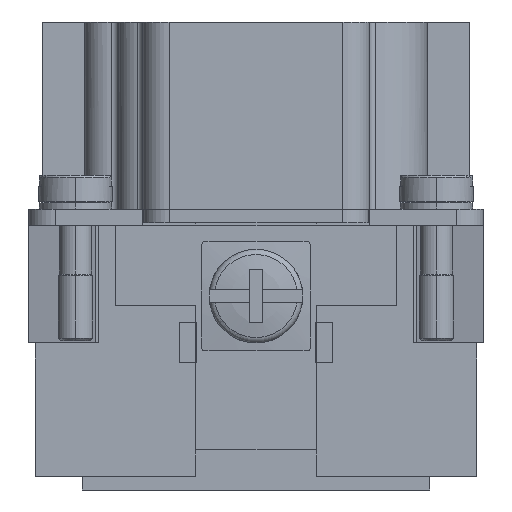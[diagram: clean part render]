
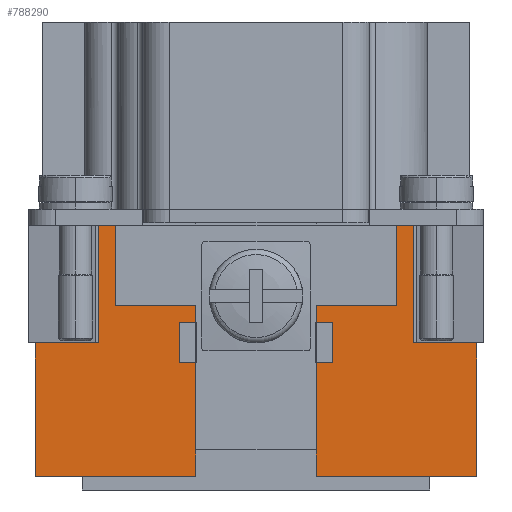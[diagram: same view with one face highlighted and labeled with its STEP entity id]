
A CAD part, left-side view. The second image highlights one B-rep face of the part: STEP entity #788290.
In plain terms, the highlighted planar face has unit normal (-1, 0, 0).
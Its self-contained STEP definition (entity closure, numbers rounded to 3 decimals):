
#3240=CARTESIAN_POINT('',(-44.9,0.,-8.5));
#3250=VERTEX_POINT('',#3240);
#3300=CARTESIAN_POINT('',(-44.9,0.,-6.5));
#3310=DIRECTION('',(1.,0.,0.));
#3320=DIRECTION('',(0.,0.,1.));
#3330=AXIS2_PLACEMENT_3D('',#3300,#3310,#3320);
#3340=CIRCLE('',#3330,2.);
#3350=CARTESIAN_POINT('',(-44.9,0.,-4.5));
#3360=VERTEX_POINT('',#3350);
#3370=EDGE_CURVE('',#3250,#3360,#3340,.T.);
#96430=CARTESIAN_POINT('',(-44.9,-16.5,-20.));
#96440=VERTEX_POINT('',#96430);
#96470=CARTESIAN_POINT('',(-44.9,-16.5,-10.));
#96480=DIRECTION('',(0.,0.,-1.));
#96490=VECTOR('',#96480,10.);
#96500=LINE('',#96470,#96490);
#96510=CARTESIAN_POINT('',(-44.9,-16.5,-10.));
#96520=VERTEX_POINT('',#96510);
#96530=EDGE_CURVE('',#96520,#96440,#96500,.T.);
#375830=CARTESIAN_POINT('',(-44.9,4.5,-18.));
#375840=VERTEX_POINT('',#375830);
#376070=CARTESIAN_POINT('',(-44.9,-4.5,-18.));
#376080=VERTEX_POINT('',#376070);
#378140=CARTESIAN_POINT('',(-44.9,11.75,0.));
#378150=VERTEX_POINT('',#378140);
#378180=CARTESIAN_POINT('',(-44.9,11.75,0.));
#378190=DIRECTION('',(0.,0.,-1.));
#378200=VECTOR('',#378190,10.);
#378210=LINE('',#378180,#378200);
#378220=CARTESIAN_POINT('',(-44.9,11.75,-10.));
#378230=VERTEX_POINT('',#378220);
#378240=EDGE_CURVE('',#378150,#378230,#378210,.T.);
#380170=CARTESIAN_POINT('',(-44.9,8.,0.));
#380180=DIRECTION('',(0.,0.,1.));
#380190=VECTOR('',#380180,1.);
#380200=LINE('',#380170,#380190);
#380210=CARTESIAN_POINT('',(-44.9,8.,0.));
#380220=VERTEX_POINT('',#380210);
#380230=CARTESIAN_POINT('',(-44.9,8.,1.));
#380240=VERTEX_POINT('',#380230);
#380250=EDGE_CURVE('',#380220,#380240,#380200,.T.);
#384090=CARTESIAN_POINT('',(-44.9,8.,0.));
#384100=DIRECTION('',(0.,1.,0.));
#384110=VECTOR('',#384100,2.29);
#384120=LINE('',#384090,#384110);
#384130=CARTESIAN_POINT('',(-44.9,10.29,0.));
#384140=VERTEX_POINT('',#384130);
#384150=EDGE_CURVE('',#380220,#384140,#384120,.T.);
#391750=CARTESIAN_POINT('',(-44.9,-4.5,-16.8));
#391760=VERTEX_POINT('',#391750);
#391790=CARTESIAN_POINT('',(-44.9,-4.5,-16.8));
#391800=DIRECTION('',(0.,0.,-1.));
#391810=VECTOR('',#391800,1.2);
#391820=LINE('',#391790,#391810);
#391830=EDGE_CURVE('',#391760,#376080,#391820,.T.);
#396670=CARTESIAN_POINT('',(-44.9,-11.75,0.));
#396680=VERTEX_POINT('',#396670);
#396710=CARTESIAN_POINT('',(-44.9,-11.75,0.));
#396720=DIRECTION('',(0.,1.,0.));
#396730=VECTOR('',#396720,3.611);
#396740=LINE('',#396710,#396730);
#396750=CARTESIAN_POINT('',(-44.9,-8.139,0.));
#396760=VERTEX_POINT('',#396750);
#396770=EDGE_CURVE('',#396680,#396760,#396740,.T.);
#397370=CARTESIAN_POINT('',(-44.9,4.5,-20.));
#397380=VERTEX_POINT('',#397370);
#397410=CARTESIAN_POINT('',(-44.9,4.5,-20.));
#397420=DIRECTION('',(0.,0.,1.));
#397430=VECTOR('',#397420,2.);
#397440=LINE('',#397410,#397430);
#397450=EDGE_CURVE('',#397380,#375840,#397440,.T.);
#403340=CARTESIAN_POINT('',(-44.9,11.75,-10.));
#403350=DIRECTION('',(0.,1.,0.));
#403360=VECTOR('',#403350,4.75);
#403370=LINE('',#403340,#403360);
#403380=CARTESIAN_POINT('',(-44.9,16.5,-10.));
#403390=VERTEX_POINT('',#403380);
#403400=EDGE_CURVE('',#378230,#403390,#403370,.T.);
#403710=CARTESIAN_POINT('',(-44.9,4.5,-16.8));
#403720=VERTEX_POINT('',#403710);
#403750=CARTESIAN_POINT('',(-44.9,4.5,-16.8));
#403760=DIRECTION('',(0.,-1.,0.));
#403770=VECTOR('',#403760,9.);
#403780=LINE('',#403750,#403770);
#403790=EDGE_CURVE('',#403720,#391760,#403780,.T.);
#405820=CARTESIAN_POINT('',(-44.9,10.29,0.));
#405830=DIRECTION('',(0.,1.,0.));
#405840=VECTOR('',#405830,1.46);
#405850=LINE('',#405820,#405840);
#405860=EDGE_CURVE('',#384140,#378150,#405850,.T.);
#669020=CARTESIAN_POINT('',(-44.9,16.5,-20.));
#669030=VERTEX_POINT('',#669020);
#669060=CARTESIAN_POINT('',(-44.9,16.5,-20.));
#669070=DIRECTION('',(0.,-1.,0.));
#669080=VECTOR('',#669070,12.);
#669090=LINE('',#669060,#669080);
#669100=EDGE_CURVE('',#669030,#397380,#669090,.T.);
#669640=CARTESIAN_POINT('',(-44.9,-4.5,-20.));
#669650=VERTEX_POINT('',#669640);
#669680=CARTESIAN_POINT('',(-44.9,-4.5,-20.));
#669690=DIRECTION('',(0.,-1.,0.));
#669700=VECTOR('',#669690,12.);
#669710=LINE('',#669680,#669700);
#669720=EDGE_CURVE('',#669650,#96440,#669710,.T.);
#696060=CARTESIAN_POINT('',(-44.9,16.5,-10.));
#696070=DIRECTION('',(0.,0.,-1.));
#696080=VECTOR('',#696070,10.);
#696090=LINE('',#696060,#696080);
#696100=EDGE_CURVE('',#403390,#669030,#696090,.T.);
#742280=CARTESIAN_POINT('',(-44.9,4.5,-18.));
#742290=DIRECTION('',(0.,0.,1.));
#742300=VECTOR('',#742290,1.2);
#742310=LINE('',#742280,#742300);
#742320=EDGE_CURVE('',#375840,#403720,#742310,.T.);
#785240=CARTESIAN_POINT('',(-44.9,-8.139,1.));
#785250=VERTEX_POINT('',#785240);
#785280=CARTESIAN_POINT('',(-44.9,-8.139,1.));
#785290=DIRECTION('',(0.,1.,0.));
#785300=VECTOR('',#785290,16.139);
#785310=LINE('',#785280,#785300);
#785320=EDGE_CURVE('',#785250,#380240,#785310,.T.);
#787710=CARTESIAN_POINT('',(-44.9,-8.139,1.));
#787720=DIRECTION('',(0.,0.,-1.));
#787730=VECTOR('',#787720,1.);
#787740=LINE('',#787710,#787730);
#787750=EDGE_CURVE('',#785250,#396760,#787740,.T.);
#787810=CARTESIAN_POINT('',(-44.9,16.5,0.));
#787820=DIRECTION('',(-1.,0.,0.));
#787830=DIRECTION('',(0.,0.,1.));
#787840=AXIS2_PLACEMENT_3D('',#787810,#787820,#787830);
#787850=PLANE('',#787840);
#787860=CARTESIAN_POINT('',(-44.9,-11.75,-10.));
#787870=DIRECTION('',(0.,0.,1.));
#787880=VECTOR('',#787870,10.);
#787890=LINE('',#787860,#787880);
#787900=CARTESIAN_POINT('',(-44.9,-11.75,-10.));
#787910=VERTEX_POINT('',#787900);
#787920=EDGE_CURVE('',#787910,#396680,#787890,.T.);
#787930=ORIENTED_EDGE('',*,*,#787920,.T.);
#787940=CARTESIAN_POINT('',(-44.9,-16.5,-10.));
#787950=DIRECTION('',(0.,1.,0.));
#787960=VECTOR('',#787950,4.75);
#787970=LINE('',#787940,#787960);
#787980=EDGE_CURVE('',#96520,#787910,#787970,.T.);
#787990=ORIENTED_EDGE('',*,*,#787980,.T.);
#788000=ORIENTED_EDGE('',*,*,#96530,.F.);
#788010=ORIENTED_EDGE('',*,*,#669720,.T.);
#788020=CARTESIAN_POINT('',(-44.9,-4.5,-18.));
#788030=DIRECTION('',(0.,0.,-1.));
#788040=VECTOR('',#788030,2.);
#788050=LINE('',#788020,#788040);
#788060=EDGE_CURVE('',#376080,#669650,#788050,.T.);
#788070=ORIENTED_EDGE('',*,*,#788060,.T.);
#788080=ORIENTED_EDGE('',*,*,#391830,.T.);
#788090=ORIENTED_EDGE('',*,*,#403790,.T.);
#788100=ORIENTED_EDGE('',*,*,#742320,.T.);
#788110=ORIENTED_EDGE('',*,*,#397450,.T.);
#788120=ORIENTED_EDGE('',*,*,#669100,.T.);
#788130=ORIENTED_EDGE('',*,*,#696100,.T.);
#788140=ORIENTED_EDGE('',*,*,#403400,.T.);
#788150=ORIENTED_EDGE('',*,*,#378240,.T.);
#788160=ORIENTED_EDGE('',*,*,#405860,.T.);
#788170=ORIENTED_EDGE('',*,*,#384150,.T.);
#788180=ORIENTED_EDGE('',*,*,#380250,.F.);
#788190=ORIENTED_EDGE('',*,*,#785320,.T.);
#788200=ORIENTED_EDGE('',*,*,#787750,.F.);
#788210=ORIENTED_EDGE('',*,*,#396770,.T.);
#788220=EDGE_LOOP('',(#788210,#788200,#788190,#788180,#788170,#788160,
#788150,#788140,#788130,#788120,#788110,#788100,#788090,#788080,#788070,
#788010,#788000,#787990,#787930));
#788230=FACE_OUTER_BOUND('',#788220,.T.);
#788240=ORIENTED_EDGE('',*,*,#3370,.T.);
#788250=EDGE_CURVE('',#3360,#3250,#3340,.T.);
#788260=ORIENTED_EDGE('',*,*,#788250,.T.);
#788270=EDGE_LOOP('',(#788260,#788240));
#788280=FACE_BOUND('',#788270,.T.);
#788290=ADVANCED_FACE('',(#788230,#788280),#787850,.T.);
